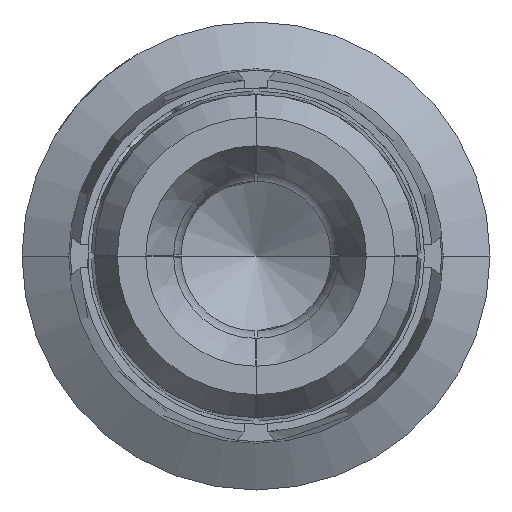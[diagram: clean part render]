
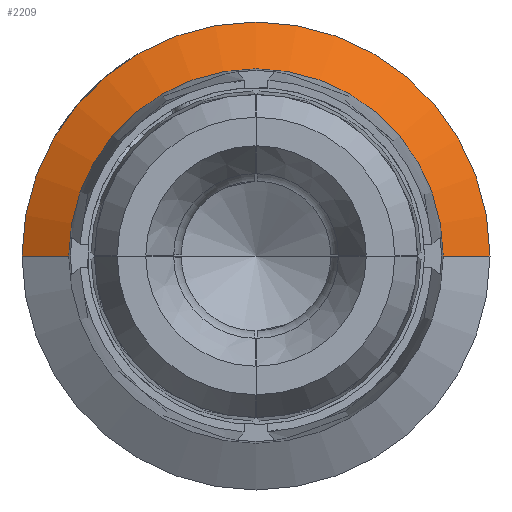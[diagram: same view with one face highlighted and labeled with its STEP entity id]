
A CAD part, front view. The second image highlights one B-rep face of the part: STEP entity #2209.
In plain terms, the highlighted conical face has half-angle 60 degrees and reference radius 1.125 mm.
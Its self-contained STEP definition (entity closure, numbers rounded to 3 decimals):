
#147=CARTESIAN_POINT('',(0.,0.,0.));
#148=DIRECTION('',(0.,-1.,0.));
#149=DIRECTION('',(1.,0.,0.));
#150=AXIS2_PLACEMENT_3D('',#147,#148,#149);
#210=CARTESIAN_POINT('',(0.,-0.144,0.));
#211=DIRECTION('',(0.,-1.,0.));
#212=DIRECTION('',(1.,0.,0.));
#213=AXIS2_PLACEMENT_3D('',#210,#211,#212);
#215=DIRECTION('',(0.866,0.5,0.));
#216=VECTOR('',#215,0.289);
#217=CARTESIAN_POINT('',(1.,-0.144,0.));
#218=LINE('',#217,#216);
#219=DIRECTION('',(-0.866,0.5,0.));
#220=VECTOR('',#219,0.289);
#221=CARTESIAN_POINT('',(-1.,-0.144,0.));
#222=LINE('',#221,#220);
#1863=CARTESIAN_POINT('',(1.,-0.144,0.));
#1864=CARTESIAN_POINT('',(1.25,0.,0.));
#1865=VERTEX_POINT('',#1863);
#1866=VERTEX_POINT('',#1864);
#1877=CARTESIAN_POINT('',(-1.,-0.144,0.));
#1878=CARTESIAN_POINT('',(-1.25,0.,0.));
#1879=VERTEX_POINT('',#1877);
#1880=VERTEX_POINT('',#1878);
#2195=CARTESIAN_POINT('',(0.,-0.072,0.));
#2196=DIRECTION('',(0.,1.,0.));
#2197=DIRECTION('',(1.,0.,0.));
#2198=AXIS2_PLACEMENT_3D('',#2195,#2196,#2197);
#2199=CONICAL_SURFACE('',#2198,1.125,60.);
#2201=ORIENTED_EDGE('',*,*,#2200,.F.);
#2203=ORIENTED_EDGE('',*,*,#2202,.T.);
#2205=ORIENTED_EDGE('',*,*,#2204,.T.);
#2206=ORIENTED_EDGE('',*,*,#2182,.F.);
#2207=EDGE_LOOP('',(#2201,#2203,#2205,#2206));
#2208=FACE_OUTER_BOUND('',#2207,.F.);
#151=CIRCLE('',#150,1.25);
#214=CIRCLE('',#213,1.);
#2182=EDGE_CURVE('',#1866,#1880,#151,.T.);
#2200=EDGE_CURVE('',#1865,#1866,#218,.T.);
#2202=EDGE_CURVE('',#1865,#1879,#214,.T.);
#2204=EDGE_CURVE('',#1879,#1880,#222,.T.);
#2209=ADVANCED_FACE('',(#2208),#2199,.T.);
